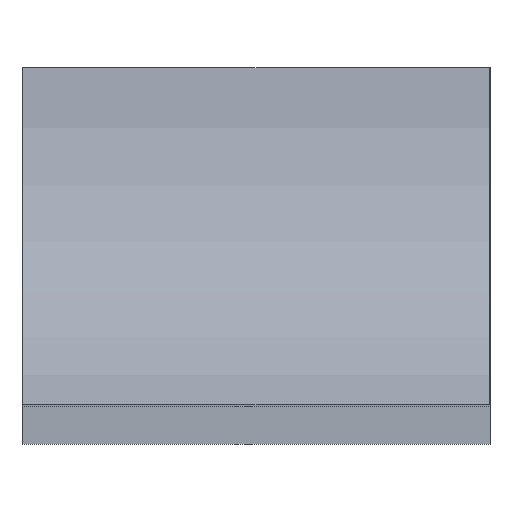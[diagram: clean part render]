
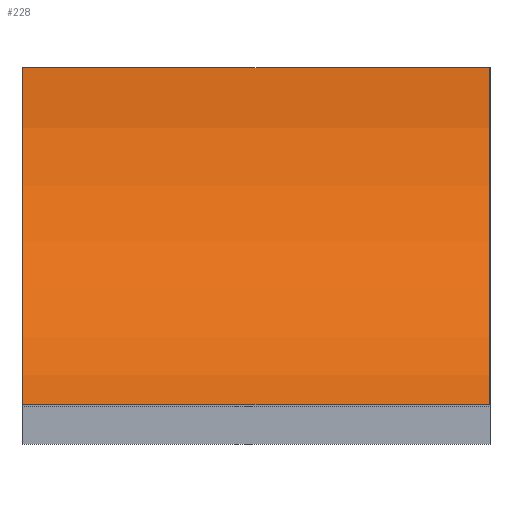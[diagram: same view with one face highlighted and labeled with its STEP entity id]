
A CAD part, front view. The second image highlights one B-rep face of the part: STEP entity #228.
In plain terms, the highlighted cylindrical face has radius 195.48 mm (diameter 390.959 mm), a partial arc.
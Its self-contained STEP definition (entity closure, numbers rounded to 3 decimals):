
#9 = EDGE_CURVE ( 'Edge5', #592, #574, #282, .T. ) ;
#21 = DIRECTION ( 'NONE',  ( 1., 0., 0. ) ) ;
#22 = LINE ( 'NONE', #138, #109 ) ;
#25 = DIRECTION ( 'NONE',  ( 0., 0., -1. ) ) ;
#30 = DIRECTION ( 'NONE',  ( -1., 0., 0. ) ) ;
#54 = DIRECTION ( 'NONE',  ( 1., 0., 0. ) ) ;
#64 = ORIENTED_EDGE ( 'NONE', *, *, #348, .F. ) ;
#66 = CYLINDRICAL_SURFACE ( 'NONE', #569, 195.48 ) ;
#71 = VERTEX_POINT ( 'NONE', #436 ) ;
#109 = VECTOR ( 'NONE', #30, 1000. ) ;
#118 = ORIENTED_EDGE ( 'NONE', *, *, #9, .F. ) ;
#119 = CIRCLE ( 'NONE', #555, 195.48 ) ;
#125 = DIRECTION ( 'NONE',  ( 1., 0., 0. ) ) ;
#138 = CARTESIAN_POINT ( 'NONE',  ( 122.265, 0.5, -90.265 ) ) ;
#160 = CARTESIAN_POINT ( 'NONE',  ( -128.235, -82., 86.952 ) ) ;
#161 = ORIENTED_EDGE ( 'NONE', *, *, #325, .T. ) ;
#220 = CARTESIAN_POINT ( 'NONE',  ( 122.265, -82., 86.952 ) ) ;
#224 = CIRCLE ( 'NONE', #363, 195.48 ) ;
#228 = ADVANCED_FACE ( 'NONE', ( #258 ), #66, .F. ) ;
#258 = FACE_OUTER_BOUND ( 'NONE', #311, .T. ) ;
#274 = DIRECTION ( 'NONE',  ( 0., 0., 1. ) ) ;
#276 = DIRECTION ( 'NONE',  ( 1., 0., 0. ) ) ;
#279 = CARTESIAN_POINT ( 'NONE',  ( 122.265, 0.5, -90.265 ) ) ;
#282 = LINE ( 'NONE', #429, #554 ) ;
#311 = EDGE_LOOP ( 'NONE', ( #413, #64, #161, #118 ) ) ;
#322 = CARTESIAN_POINT ( 'NONE',  ( -122.735, 113.48, 86.952 ) ) ;
#325 = EDGE_CURVE ( 'NONE', #424, #574, #119, .T. ) ;
#348 = EDGE_CURVE ( 'NONE', #424, #71, #22, .T. ) ;
#363 = AXIS2_PLACEMENT_3D ( 'NONE', #624, #21, #25 ) ;
#367 = CARTESIAN_POINT ( 'NONE',  ( 122.265, 113.48, 86.952 ) ) ;
#413 = ORIENTED_EDGE ( 'NONE', *, *, #552, .F. ) ;
#424 = VERTEX_POINT ( 'NONE', #279 ) ;
#429 = CARTESIAN_POINT ( 'NONE',  ( -122.735, 113.48, 86.952 ) ) ;
#436 = CARTESIAN_POINT ( 'NONE',  ( -122.735, 0.5, -90.265 ) ) ;
#552 = EDGE_CURVE ( 'NONE', #71, #592, #224, .T. ) ;
#554 = VECTOR ( 'NONE', #276, 1000. ) ;
#555 = AXIS2_PLACEMENT_3D ( 'NONE', #220, #125, #274 ) ;
#569 = AXIS2_PLACEMENT_3D ( 'NONE', #160, #54, #590 ) ;
#574 = VERTEX_POINT ( 'NONE', #367 ) ;
#590 = DIRECTION ( 'NONE',  ( 0., 0., -1. ) ) ;
#592 = VERTEX_POINT ( 'NONE', #322 ) ;
#624 = CARTESIAN_POINT ( 'NONE',  ( -122.735, -82., 86.952 ) ) ;
